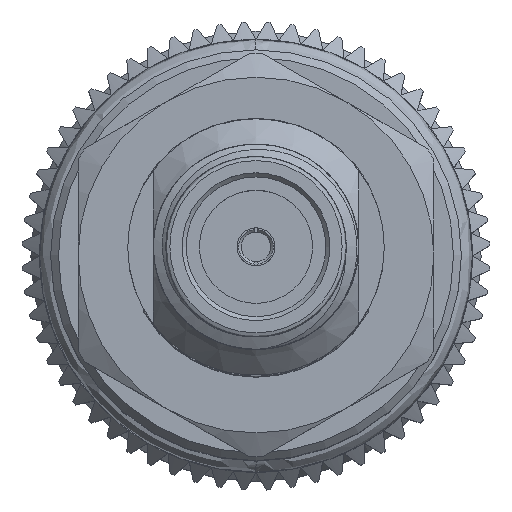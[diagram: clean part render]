
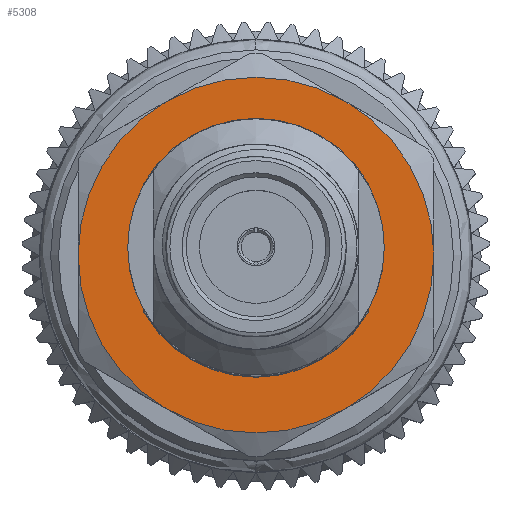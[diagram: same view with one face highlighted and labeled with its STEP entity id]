
A CAD part, top view. The second image highlights one B-rep face of the part: STEP entity #5308.
In plain terms, the highlighted face is planar.
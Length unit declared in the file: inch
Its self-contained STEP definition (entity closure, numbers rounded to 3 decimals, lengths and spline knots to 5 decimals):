
#28 = PLANE ( 'NONE',  #15991 ) ;
#88 = CIRCLE ( 'NONE', #11568, 0.21654 ) ;
#263 = CARTESIAN_POINT ( 'NONE',  ( 1.05233, 0., 0. ) ) ;
#312 = AXIS2_PLACEMENT_3D ( 'NONE', #263, #1790, #9775 ) ;
#483 = DIRECTION ( 'NONE',  ( 1., 0., 0. ) ) ;
#669 = DIRECTION ( 'NONE',  ( 0., 0., -1. ) ) ;
#1157 = AXIS2_PLACEMENT_3D ( 'NONE', #13571, #483, #7003 ) ;
#1406 = EDGE_LOOP ( 'NONE', ( #6993 ) ) ;
#1519 = ORIENTED_EDGE ( 'NONE', *, *, #9665, .T. ) ;
#1790 = DIRECTION ( 'NONE',  ( 1., 0., 0. ) ) ;
#1880 = DIRECTION ( 'NONE',  ( -1., 0., 0. ) ) ;
#1989 = CARTESIAN_POINT ( 'NONE',  ( 1.05233, -0.18753, 0.10827 ) ) ;
#2234 = CARTESIAN_POINT ( 'NONE',  ( 1.05233, 0.18753, 0.10827 ) ) ;
#2254 = ORIENTED_EDGE ( 'NONE', *, *, #13120, .T. ) ;
#2494 = VERTEX_POINT ( 'NONE', #12292 ) ;
#2541 = VERTEX_POINT ( 'NONE', #8027 ) ;
#3109 = CARTESIAN_POINT ( 'NONE',  ( 1.05233, 0.18753, -0.10827 ) ) ;
#3263 = VERTEX_POINT ( 'NONE', #3109 ) ;
#4328 = CARTESIAN_POINT ( 'NONE',  ( 1.05233, 0., 0. ) ) ;
#4655 = CARTESIAN_POINT ( 'NONE',  ( 1.05233, 0., -0.21654 ) ) ;
#4905 = ORIENTED_EDGE ( 'NONE', *, *, #7296, .T. ) ;
#4951 = DIRECTION ( 'NONE',  ( 1., 0., 0. ) ) ;
#5308 = ADVANCED_FACE ( 'NONE', ( #15687, #10234 ), #28, .T. ) ;
#5707 = EDGE_CURVE ( 'NONE', #2541, #2541, #10950, .T. ) ;
#6252 = CARTESIAN_POINT ( 'NONE',  ( 1.05233, 0., 0. ) ) ;
#6542 = DIRECTION ( 'NONE',  ( 1., 0., 0. ) ) ;
#6854 = AXIS2_PLACEMENT_3D ( 'NONE', #13614, #1880, #14897 ) ;
#6993 = ORIENTED_EDGE ( 'NONE', *, *, #5707, .T. ) ;
#7003 = DIRECTION ( 'NONE',  ( 0., 0., -1. ) ) ;
#7073 = EDGE_CURVE ( 'NONE', #3263, #11109, #10183, .T. ) ;
#7296 = EDGE_CURVE ( 'NONE', #16795, #15942, #13701, .T. ) ;
#7542 = DIRECTION ( 'NONE',  ( 1., 0., 0. ) ) ;
#7591 = DIRECTION ( 'NONE',  ( 0., 0., -1. ) ) ;
#7721 = AXIS2_PLACEMENT_3D ( 'NONE', #12563, #7542, #669 ) ;
#8019 = ORIENTED_EDGE ( 'NONE', *, *, #10110, .T. ) ;
#8027 = CARTESIAN_POINT ( 'NONE',  ( 1.05233, 0., -0.0925 ) ) ;
#9015 = EDGE_LOOP ( 'NONE', ( #4905, #2254, #12425, #8019, #15811, #1519 ) ) ;
#9040 = DIRECTION ( 'NONE',  ( 0., 0., -1. ) ) ;
#9093 = CIRCLE ( 'NONE', #7721, 0.21654 ) ;
#9400 = DIRECTION ( 'NONE',  ( 1., 0., 0. ) ) ;
#9509 = AXIS2_PLACEMENT_3D ( 'NONE', #14237, #6542, #7591 ) ;
#9665 = EDGE_CURVE ( 'NONE', #16048, #16795, #13986, .T. ) ;
#9775 = DIRECTION ( 'NONE',  ( 0., 0., -1. ) ) ;
#10110 = EDGE_CURVE ( 'NONE', #11109, #2494, #9093, .T. ) ;
#10183 = CIRCLE ( 'NONE', #15059, 0.21654 ) ;
#10234 = FACE_OUTER_BOUND ( 'NONE', #9015, .T. ) ;
#10950 = CIRCLE ( 'NONE', #6854, 0.0925 ) ;
#11109 = VERTEX_POINT ( 'NONE', #2234 ) ;
#11568 = AXIS2_PLACEMENT_3D ( 'NONE', #4328, #9400, #14594 ) ;
#11621 = DIRECTION ( 'NONE',  ( 0., 0., -1. ) ) ;
#11824 = CARTESIAN_POINT ( 'NONE',  ( 1.05233, 0.25, 0. ) ) ;
#12170 = EDGE_CURVE ( 'NONE', #2494, #16048, #13581, .T. ) ;
#12292 = CARTESIAN_POINT ( 'NONE',  ( 1.05233, 0., 0.21654 ) ) ;
#12425 = ORIENTED_EDGE ( 'NONE', *, *, #7073, .T. ) ;
#12563 = CARTESIAN_POINT ( 'NONE',  ( 1.05233, 0., 0. ) ) ;
#13120 = EDGE_CURVE ( 'NONE', #15942, #3263, #88, .T. ) ;
#13571 = CARTESIAN_POINT ( 'NONE',  ( 1.05233, 0., 0. ) ) ;
#13581 = CIRCLE ( 'NONE', #9509, 0.21654 ) ;
#13614 = CARTESIAN_POINT ( 'NONE',  ( 1.05233, 0., 0. ) ) ;
#13701 = CIRCLE ( 'NONE', #1157, 0.21654 ) ;
#13986 = CIRCLE ( 'NONE', #312, 0.21654 ) ;
#14237 = CARTESIAN_POINT ( 'NONE',  ( 1.05233, 0., 0. ) ) ;
#14294 = CARTESIAN_POINT ( 'NONE',  ( 1.05233, -0.18753, -0.10827 ) ) ;
#14594 = DIRECTION ( 'NONE',  ( 0., 0., -1. ) ) ;
#14897 = DIRECTION ( 'NONE',  ( 0., 0., -1. ) ) ;
#15059 = AXIS2_PLACEMENT_3D ( 'NONE', #6252, #4951, #11621 ) ;
#15687 = FACE_BOUND ( 'NONE', #1406, .T. ) ;
#15770 = DIRECTION ( 'NONE',  ( 1., 0., 0. ) ) ;
#15811 = ORIENTED_EDGE ( 'NONE', *, *, #12170, .T. ) ;
#15942 = VERTEX_POINT ( 'NONE', #4655 ) ;
#15991 = AXIS2_PLACEMENT_3D ( 'NONE', #11824, #15770, #9040 ) ;
#16048 = VERTEX_POINT ( 'NONE', #1989 ) ;
#16795 = VERTEX_POINT ( 'NONE', #14294 ) ;
